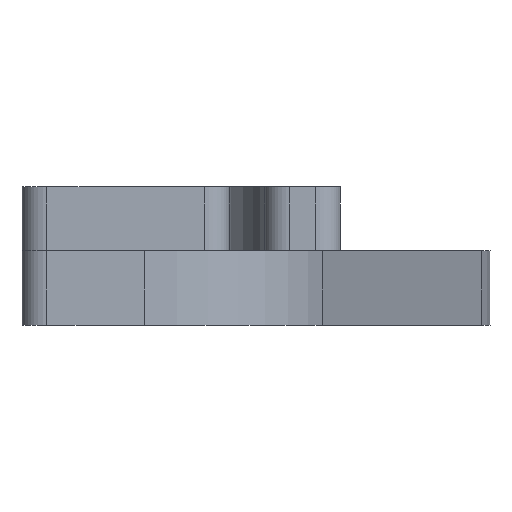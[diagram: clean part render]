
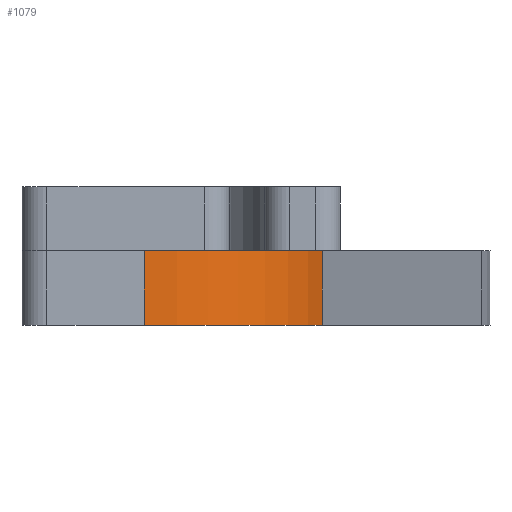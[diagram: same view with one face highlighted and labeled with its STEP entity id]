
A CAD part, left-side view. The second image highlights one B-rep face of the part: STEP entity #1079.
In plain terms, the highlighted cylindrical face has radius 7.75 mm (diameter 15.5 mm), a partial arc.
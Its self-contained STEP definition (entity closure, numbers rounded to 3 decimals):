
#1 = ORIENTED_EDGE ( 'NONE', *, *, #728, .F. ) ;
#75 = VERTEX_POINT ( 'NONE', #668 ) ;
#99 = FACE_OUTER_BOUND ( 'NONE', #184, .T. ) ;
#100 = DIRECTION ( 'NONE',  ( 0., 0., -1. ) ) ;
#149 = CIRCLE ( 'NONE', #276, 7.75 ) ;
#164 = CYLINDRICAL_SURFACE ( 'NONE', #275, 7.75 ) ;
#184 = EDGE_LOOP ( 'NONE', ( #1139, #1, #1180, #689 ) ) ;
#189 = AXIS2_PLACEMENT_3D ( 'NONE', #544, #416, #575 ) ;
#208 = VERTEX_POINT ( 'NONE', #1087 ) ;
#275 = AXIS2_PLACEMENT_3D ( 'NONE', #677, #725, #1212 ) ;
#276 = AXIS2_PLACEMENT_3D ( 'NONE', #551, #297, #586 ) ;
#297 = DIRECTION ( 'NONE',  ( 0., 0., 1. ) ) ;
#338 = VERTEX_POINT ( 'NONE', #1033 ) ;
#416 = DIRECTION ( 'NONE',  ( 0., 0., 1. ) ) ;
#435 = LINE ( 'NONE', #951, #838 ) ;
#448 = VECTOR ( 'NONE', #100, 1000. ) ;
#496 = EDGE_CURVE ( 'NONE', #338, #75, #993, .T. ) ;
#544 = CARTESIAN_POINT ( 'NONE',  ( -14.335, 9.337, 3. ) ) ;
#551 = CARTESIAN_POINT ( 'NONE',  ( -14.335, 9.337, 0. ) ) ;
#575 = DIRECTION ( 'NONE',  ( 1., 0., 0. ) ) ;
#586 = DIRECTION ( 'NONE',  ( 1., 0., 0. ) ) ;
#596 = DIRECTION ( 'NONE',  ( 0., 0., -1. ) ) ;
#648 = VERTEX_POINT ( 'NONE', #946 ) ;
#668 = CARTESIAN_POINT ( 'NONE',  ( -22.085, 9.337, 0. ) ) ;
#677 = CARTESIAN_POINT ( 'NONE',  ( -14.335, 9.337, 3. ) ) ;
#689 = ORIENTED_EDGE ( 'NONE', *, *, #496, .T. ) ;
#725 = DIRECTION ( 'NONE',  ( 0., 0., -1. ) ) ;
#728 = EDGE_CURVE ( 'NONE', #208, #648, #435, .T. ) ;
#838 = VECTOR ( 'NONE', #596, 1000. ) ;
#887 = EDGE_CURVE ( 'NONE', #338, #208, #1002, .T. ) ;
#946 = CARTESIAN_POINT ( 'NONE',  ( -17.292, 2.174, 0. ) ) ;
#951 = CARTESIAN_POINT ( 'NONE',  ( -17.292, 2.174, 3. ) ) ;
#993 = LINE ( 'NONE', #1007, #448 ) ;
#1002 = CIRCLE ( 'NONE', #189, 7.75 ) ;
#1007 = CARTESIAN_POINT ( 'NONE',  ( -22.085, 9.337, 3. ) ) ;
#1033 = CARTESIAN_POINT ( 'NONE',  ( -22.085, 9.337, 3. ) ) ;
#1079 = ADVANCED_FACE ( 'NONE', ( #99 ), #164, .T. ) ;
#1087 = CARTESIAN_POINT ( 'NONE',  ( -17.292, 2.174, 3. ) ) ;
#1139 = ORIENTED_EDGE ( 'NONE', *, *, #1195, .T. ) ;
#1180 = ORIENTED_EDGE ( 'NONE', *, *, #887, .F. ) ;
#1195 = EDGE_CURVE ( 'NONE', #75, #648, #149, .T. ) ;
#1212 = DIRECTION ( 'NONE',  ( -1., 0., 0. ) ) ;
